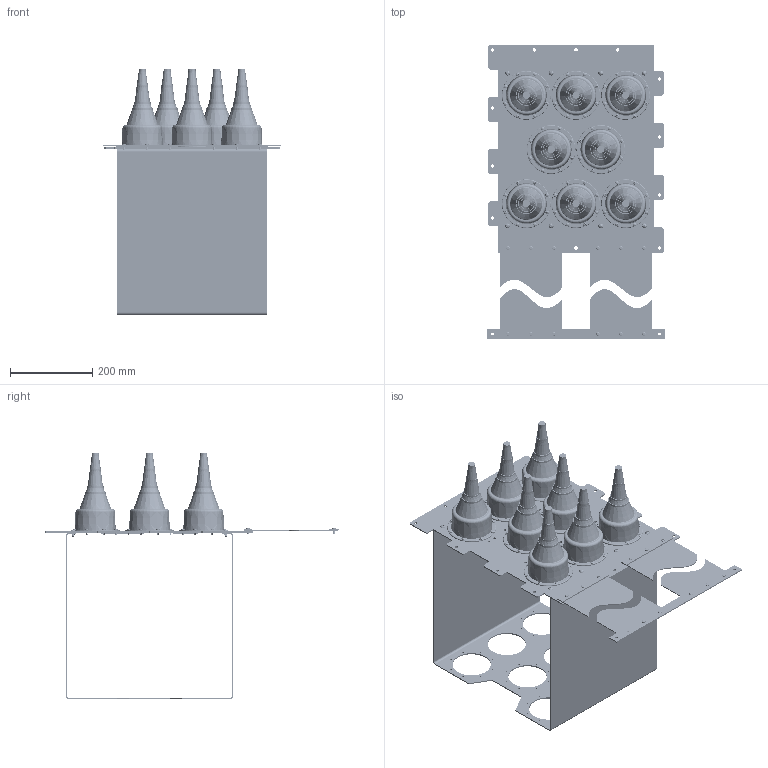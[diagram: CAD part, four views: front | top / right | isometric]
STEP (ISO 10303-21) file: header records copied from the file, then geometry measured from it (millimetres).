
FILE_DESCRIPTION (( 'STEP AP214' ), '1' );
FILE_NAME ('8PB-M.STEP', '2019-07-30T15:13:41', ( '' ), ( '' ), 'SwSTEP 2.0', 'SolidWorks 2019', '' );
FILE_SCHEMA (( 'AUTOMOTIVE_DESIGN' ));
Length unit declared in the file: inch
Products named in the file (11): 5410-0083; 1211-0111-08; 5410-0076; 5410-0217; 4033-0001_SHORTEN; 5900-0060; 1241-0311-08; 5410-0218; 1171-0211-08; 5410-0078; 8PB-M
Assembly tree (107 placements, depth 2):
  8PB-M
    5410-0217
    5410-0083  x2
    1211-0111-08  x12
    4033-0001_SHORTEN  x2
    5900-0060  x8
    1171-0211-08  x64
    5410-0218
    1241-0311-08  x8
    5410-0076
    5410-0078  x8
Bounding box: 431.8 x 717.55 x 601.35 mm (x, y, z)
Volume: 2730460.4 mm3; surface area: 1979459.1 mm2
Topology: 109 solids, 109 shells, 11444 faces, 30558 edges, 19456 vertices
Faces by surface type: cylinder 6832, cone 2064, plane 1708, torus 372, bspline 340, sphere 128
Entity records: 37591 total; most frequent: CARTESIAN_POINT 8561, DIRECTION 5813, ORIENTED_EDGE 5236, EDGE_CURVE 2618, AXIS2_PLACEMENT_3D 2323, VERTEX_POINT 1672, EDGE_LOOP 1430, CIRCLE 1258
